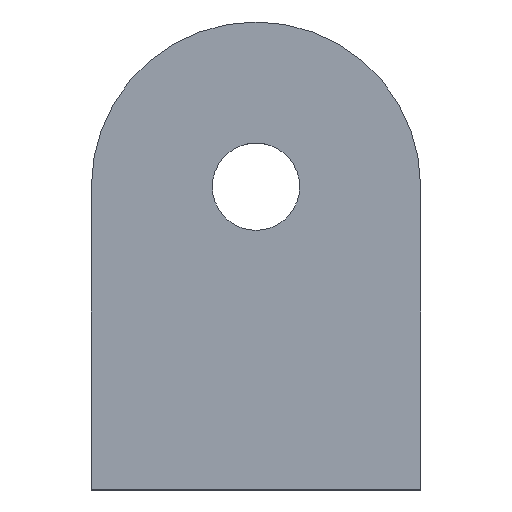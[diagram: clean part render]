
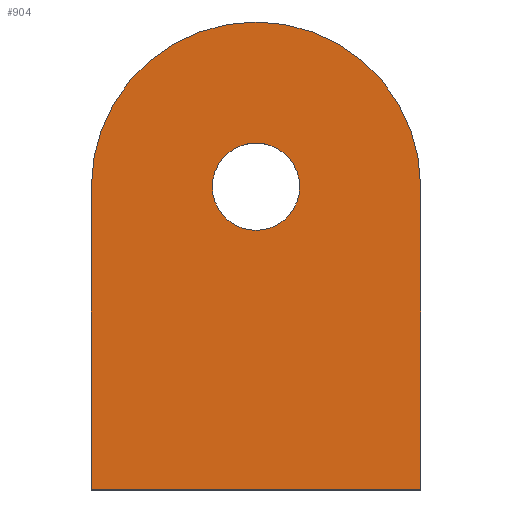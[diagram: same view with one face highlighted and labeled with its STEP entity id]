
A CAD part, top view. The second image highlights one B-rep face of the part: STEP entity #904.
In plain terms, the highlighted planar face has unit normal (0, 0, 1).
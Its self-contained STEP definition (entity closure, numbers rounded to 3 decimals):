
#18=FACE_BOUND('',#122,.T.);
#27=CIRCLE('',#970,28.284);
#28=CIRCLE('',#975,7.5);
#69=FACE_OUTER_BOUND('',#121,.T.);
#121=EDGE_LOOP('',(#635,#636,#637,#638));
#122=EDGE_LOOP('',(#639));
#185=LINE('',#1339,#290);
#194=LINE('',#1360,#299);
#195=LINE('',#1361,#300);
#290=VECTOR('',#1077,10.);
#299=VECTOR('',#1092,10.);
#300=VECTOR('',#1093,10.);
#391=VERTEX_POINT('',#1331);
#392=VERTEX_POINT('',#1333);
#393=VERTEX_POINT('',#1337);
#402=VERTEX_POINT('',#1359);
#403=VERTEX_POINT('',#1362);
#482=EDGE_CURVE('',#392,#391,#27,.T.);
#485=EDGE_CURVE('',#391,#393,#185,.T.);
#494=EDGE_CURVE('',#393,#402,#194,.T.);
#495=EDGE_CURVE('',#402,#392,#195,.T.);
#496=EDGE_CURVE('',#403,#403,#28,.T.);
#635=ORIENTED_EDGE('',*,*,#485,.T.);
#636=ORIENTED_EDGE('',*,*,#494,.T.);
#637=ORIENTED_EDGE('',*,*,#495,.T.);
#638=ORIENTED_EDGE('',*,*,#482,.T.);
#639=ORIENTED_EDGE('',*,*,#496,.T.);
#862=PLANE('',#974);
#904=ADVANCED_FACE('',(#69,#18),#862,.T.);
#970=AXIS2_PLACEMENT_3D('',#1334,#1071,#1072);
#974=AXIS2_PLACEMENT_3D('',#1358,#1090,#1091);
#975=AXIS2_PLACEMENT_3D('',#1363,#1094,#1095);
#1071=DIRECTION('center_axis',(0.,0.,1.));
#1072=DIRECTION('ref_axis',(1.,0.,0.));
#1077=DIRECTION('',(0.,-1.,0.));
#1090=DIRECTION('center_axis',(0.,0.,1.));
#1091=DIRECTION('ref_axis',(-1.,0.,0.));
#1092=DIRECTION('',(1.,0.,0.));
#1093=DIRECTION('',(0.,1.,0.));
#1094=DIRECTION('center_axis',(0.,0.,-1.));
#1095=DIRECTION('ref_axis',(-1.,0.,0.));
#1331=CARTESIAN_POINT('',(-28.284,0.,54.));
#1333=CARTESIAN_POINT('',(28.284,0.,54.));
#1334=CARTESIAN_POINT('Origin',(0.,0.,54.));
#1337=CARTESIAN_POINT('',(-28.284,-52.,54.));
#1339=CARTESIAN_POINT('',(-28.284,0.,54.));
#1358=CARTESIAN_POINT('Origin',(0.,-11.858,54.));
#1359=CARTESIAN_POINT('',(28.284,-52.,54.));
#1360=CARTESIAN_POINT('',(-28.284,-52.,54.));
#1361=CARTESIAN_POINT('',(28.284,-52.,54.));
#1362=CARTESIAN_POINT('',(7.5,0.,54.));
#1363=CARTESIAN_POINT('Origin',(0.,0.,54.));
